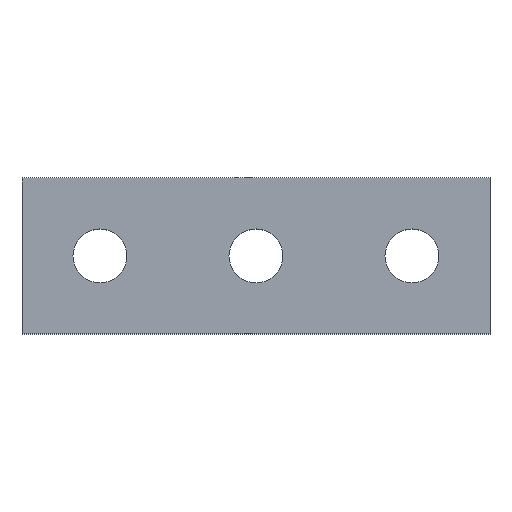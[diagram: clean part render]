
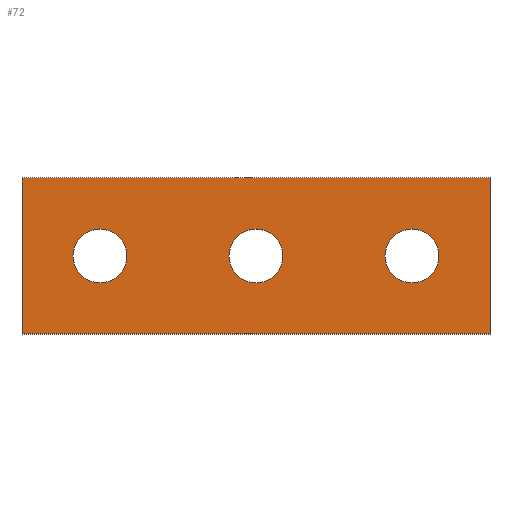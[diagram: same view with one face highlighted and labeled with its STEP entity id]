
A CAD part, top view. The second image highlights one B-rep face of the part: STEP entity #72.
In plain terms, the highlighted planar face has unit normal (0, 0, 1).
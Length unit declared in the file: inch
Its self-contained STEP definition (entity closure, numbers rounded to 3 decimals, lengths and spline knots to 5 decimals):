
#72=ADVANCED_FACE('',(#137,#138,#139,#140),#141,.T.);
#137=FACE_BOUND('',#205,.T.);
#138=FACE_BOUND('',#206,.T.);
#139=FACE_BOUND('',#207,.T.);
#140=FACE_OUTER_BOUND('',#208,.T.);
#141=PLANE('',#209);
#205=EDGE_LOOP('',(#308,#309));
#206=EDGE_LOOP('',(#310,#311));
#207=EDGE_LOOP('',(#312,#313));
#208=EDGE_LOOP('',(#314,#315,#316,#317));
#209=AXIS2_PLACEMENT_3D('',#318,#319,#320);
#308=ORIENTED_EDGE('',*,*,#388,.F.);
#309=ORIENTED_EDGE('',*,*,#355,.F.);
#310=ORIENTED_EDGE('',*,*,#363,.F.);
#311=ORIENTED_EDGE('',*,*,#389,.F.);
#312=ORIENTED_EDGE('',*,*,#385,.F.);
#313=ORIENTED_EDGE('',*,*,#390,.F.);
#314=ORIENTED_EDGE('',*,*,#375,.F.);
#315=ORIENTED_EDGE('',*,*,#379,.F.);
#316=ORIENTED_EDGE('',*,*,#357,.F.);
#317=ORIENTED_EDGE('',*,*,#382,.F.);
#318=CARTESIAN_POINT('',(0.,0.0,0.25));
#319=DIRECTION('',(0.0,0.0,1.0));
#320=DIRECTION('',(1.0,0.0,0.0));
#355=EDGE_CURVE('',#400,#396,#402,.T.);
#357=EDGE_CURVE('',#404,#405,#406,.T.);
#363=EDGE_CURVE('',#414,#416,#417,.T.);
#375=EDGE_CURVE('',#434,#435,#436,.T.);
#379=EDGE_CURVE('',#405,#434,#440,.T.);
#382=EDGE_CURVE('',#435,#404,#443,.T.);
#385=EDGE_CURVE('',#445,#447,#448,.T.);
#388=EDGE_CURVE('',#396,#400,#451,.T.);
#389=EDGE_CURVE('',#416,#414,#452,.T.);
#390=EDGE_CURVE('',#447,#445,#453,.T.);
#396=VERTEX_POINT('',#459);
#400=VERTEX_POINT('',#464);
#402=CIRCLE('',#467,0.28125);
#404=VERTEX_POINT('',#469);
#405=VERTEX_POINT('',#470);
#406=LINE('',#471,#472);
#414=VERTEX_POINT('',#483);
#416=VERTEX_POINT('',#486);
#417=CIRCLE('',#487,0.28125);
#434=VERTEX_POINT('',#508);
#435=VERTEX_POINT('',#509);
#436=LINE('',#510,#511);
#440=LINE('',#517,#518);
#443=LINE('',#521,#522);
#445=VERTEX_POINT('',#524);
#447=VERTEX_POINT('',#527);
#448=CIRCLE('',#528,0.28125);
#451=CIRCLE('',#532,0.28125);
#452=CIRCLE('',#533,0.28125);
#453=CIRCLE('',#534,0.28125);
#459=CARTESIAN_POINT('',(1.90625,0.0,0.25));
#464=CARTESIAN_POINT('',(1.34375,0.,0.25));
#467=AXIS2_PLACEMENT_3D('',#543,#544,#545);
#469=CARTESIAN_POINT('',(2.4375,-0.8125,0.25));
#470=CARTESIAN_POINT('',(-2.4375,-0.8125,0.25));
#471=CARTESIAN_POINT('',(2.4375,-0.8125,0.25));
#472=VECTOR('',#546,1.0);
#483=CARTESIAN_POINT('',(-1.34375,0.0,0.25));
#486=CARTESIAN_POINT('',(-1.90625,0.,0.25));
#487=AXIS2_PLACEMENT_3D('',#551,#552,#553);
#508=CARTESIAN_POINT('',(-2.4375,0.8125,0.25));
#509=CARTESIAN_POINT('',(2.4375,0.8125,0.25));
#510=CARTESIAN_POINT('',(-2.4375,0.8125,0.25));
#511=VECTOR('',#573,1.0);
#517=CARTESIAN_POINT('',(-2.4375,-0.8125,0.25));
#518=VECTOR('',#576,1.0);
#521=CARTESIAN_POINT('',(2.4375,0.8125,0.25));
#522=VECTOR('',#577,1.0);
#524=CARTESIAN_POINT('',(0.28125,0.0,0.25));
#527=CARTESIAN_POINT('',(-0.28125,0.,0.25));
#528=AXIS2_PLACEMENT_3D('',#579,#580,#581);
#532=AXIS2_PLACEMENT_3D('',#583,#584,#585);
#533=AXIS2_PLACEMENT_3D('',#586,#587,#588);
#534=AXIS2_PLACEMENT_3D('',#589,#590,#591);
#543=CARTESIAN_POINT('',(1.625,0.0,0.25));
#544=DIRECTION('',(0.0,0.0,1.0));
#545=DIRECTION('',(1.0,0.0,0.0));
#546=DIRECTION('',(-1.0,0.0,0.0));
#551=CARTESIAN_POINT('',(-1.625,0.0,0.25));
#552=DIRECTION('',(0.0,0.0,1.0));
#553=DIRECTION('',(1.0,0.0,0.0));
#573=DIRECTION('',(1.0,0.0,0.0));
#576=DIRECTION('',(0.0,1.0,0.0));
#577=DIRECTION('',(0.0,-1.0,0.0));
#579=CARTESIAN_POINT('',(0.0,0.0,0.25));
#580=DIRECTION('',(0.0,0.0,1.0));
#581=DIRECTION('',(1.0,0.0,0.0));
#583=CARTESIAN_POINT('',(1.625,0.0,0.25));
#584=DIRECTION('',(0.0,0.0,1.0));
#585=DIRECTION('',(1.0,0.0,0.0));
#586=CARTESIAN_POINT('',(-1.625,0.0,0.25));
#587=DIRECTION('',(0.0,0.0,1.0));
#588=DIRECTION('',(1.0,0.0,0.0));
#589=CARTESIAN_POINT('',(0.0,0.0,0.25));
#590=DIRECTION('',(0.0,0.0,1.0));
#591=DIRECTION('',(1.0,0.0,0.0));
